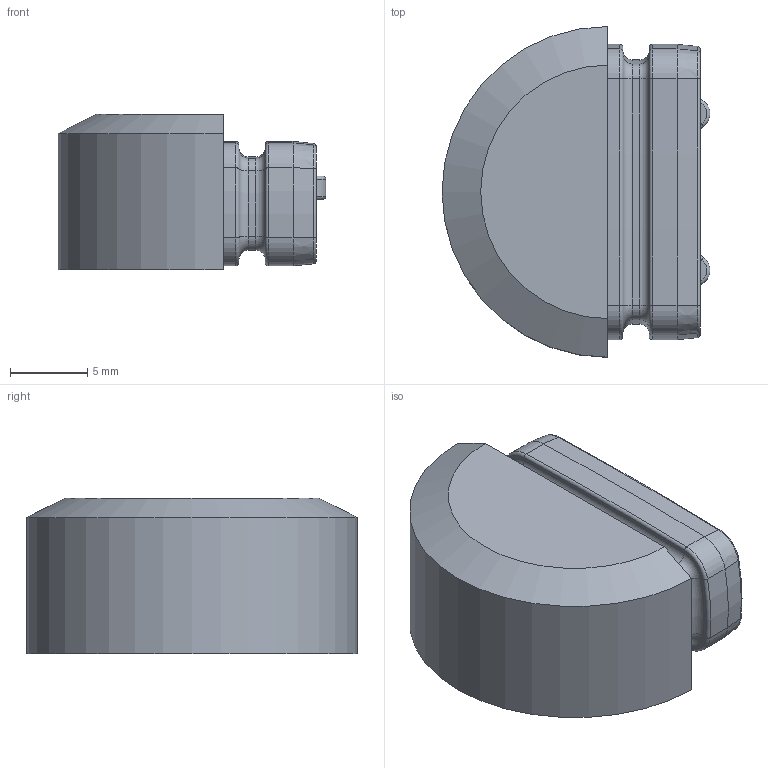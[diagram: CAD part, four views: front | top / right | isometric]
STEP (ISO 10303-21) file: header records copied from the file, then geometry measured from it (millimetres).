
FILE_DESCRIPTION(/* description */ (''),/* implementation_level */ '2;1');
FILE_NAME(/* name */ 'Cap.step',/* time_stamp */ '2023-01-16T18:09:03+01:00',/* author */ (''),/* organization */ (''),/* preprocessor_version */ 'ST-DEVELOPER v19.2',/* originating_system */ 'Autodesk Translation Framework v11.17.0.187',/* authorisation */ '');
FILE_SCHEMA (('AUTOMOTIVE_DESIGN { 1 0 10303 214 3 1 1 }'));
Length unit declared in the file: millimetre
Products named in the file (1): Stöpsel
Bounding box: 17.33 x 21.4 x 10.06 mm (x, y, z)
Volume: 1967.7 mm3; surface area: 1742.6 mm2
Topology: 1 solids, 1 shells, 163 faces, 377 edges, 220 vertices
Faces by surface type: torus 67, cylinder 61, plane 21, cone 9, bspline 3, sphere 2
Full cylindrical faces by diameter (mm): 1.5 x1
Entity records: 5207 total; most frequent: CARTESIAN_POINT 1326, DIRECTION 931, ORIENTED_EDGE 754, AXIS2_PLACEMENT_3D 409, EDGE_CURVE 377, CIRCLE 248, VERTEX_POINT 220, EDGE_LOOP 169
